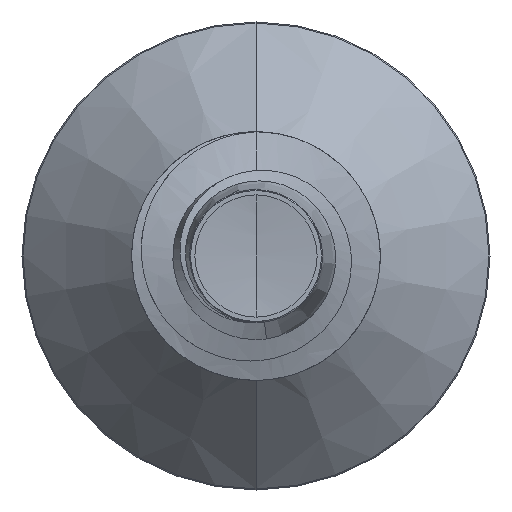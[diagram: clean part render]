
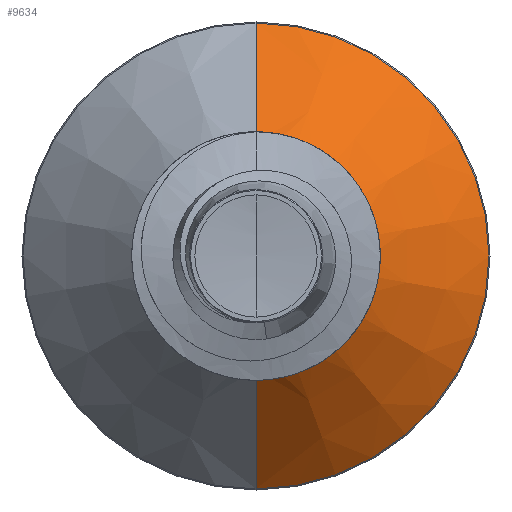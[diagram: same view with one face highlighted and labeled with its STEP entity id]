
A CAD part, front view. The second image highlights one B-rep face of the part: STEP entity #9634.
In plain terms, the highlighted conical face has half-angle 45 degrees and reference radius 2.744 mm.
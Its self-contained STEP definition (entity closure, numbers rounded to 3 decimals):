
#361 = EDGE_CURVE ( 'NONE', #2557, #13163, #9101, .T. ) ;
#375 = ORIENTED_EDGE ( 'NONE', *, *, #361, .F. ) ;
#529 = ORIENTED_EDGE ( 'NONE', *, *, #557, .T. ) ;
#557 = EDGE_CURVE ( 'NONE', #2557, #12504, #10859, .T. ) ;
#647 = ORIENTED_EDGE ( 'NONE', *, *, #4499, .T. ) ;
#785 = EDGE_CURVE ( 'NONE', #13163, #8516, #4276, .T. ) ;
#797 = ORIENTED_EDGE ( 'NONE', *, *, #785, .F. ) ;
#1195 = AXIS2_PLACEMENT_3D ( 'NONE', #7819, #1513, #7488 ) ;
#1513 = DIRECTION ( 'NONE',  ( 0., 1., 0. ) ) ;
#1755 = AXIS2_PLACEMENT_3D ( 'NONE', #14439, #14571, #4360 ) ;
#2557 = VERTEX_POINT ( 'NONE', #3744 ) ;
#3744 = CARTESIAN_POINT ( 'NONE',  ( 0., 11.245, 2.745 ) ) ;
#3997 = FACE_OUTER_BOUND ( 'NONE', #4400, .T. ) ;
#4276 = CIRCLE ( 'NONE', #1195, 5.624 ) ;
#4360 = DIRECTION ( 'NONE',  ( 0., 0., 1. ) ) ;
#4400 = EDGE_LOOP ( 'NONE', ( #529, #647, #797, #375 ) ) ;
#4499 = EDGE_CURVE ( 'NONE', #12504, #8516, #8748, .T. ) ;
#5101 = CARTESIAN_POINT ( 'NONE',  ( 0., 14.124, -5.624 ) ) ;
#6878 = CARTESIAN_POINT ( 'NONE',  ( 0., 11.245, -2.745 ) ) ;
#7488 = DIRECTION ( 'NONE',  ( 0., 0., 1. ) ) ;
#7819 = CARTESIAN_POINT ( 'NONE',  ( 0., 14.124, 0. ) ) ;
#8009 = CARTESIAN_POINT ( 'NONE',  ( 0., 14.124, 5.624 ) ) ;
#8516 = VERTEX_POINT ( 'NONE', #5101 ) ;
#8748 = LINE ( 'NONE', #6878, #13279 ) ;
#8759 = VECTOR ( 'NONE', #13479, 1000. ) ;
#8924 = CARTESIAN_POINT ( 'NONE',  ( 0., 11.245, 2.745 ) ) ;
#9101 = LINE ( 'NONE', #8924, #8759 ) ;
#9634 = ADVANCED_FACE ( 'NONE', ( #3997 ), #9647, .T. ) ;
#9647 = CONICAL_SURFACE ( 'NONE', #13093, 2.745, 0.785 ) ;
#10859 = CIRCLE ( 'NONE', #1755, 2.745 ) ;
#11224 = CARTESIAN_POINT ( 'NONE',  ( 0., 11.245, -2.745 ) ) ;
#12504 = VERTEX_POINT ( 'NONE', #11224 ) ;
#13093 = AXIS2_PLACEMENT_3D ( 'NONE', #13499, #13436, #14649 ) ;
#13163 = VERTEX_POINT ( 'NONE', #8009 ) ;
#13279 = VECTOR ( 'NONE', #13541, 1000. ) ;
#13436 = DIRECTION ( 'NONE',  ( 0., 1., 0. ) ) ;
#13479 = DIRECTION ( 'NONE',  ( 0., 0.707, 0.707 ) ) ;
#13499 = CARTESIAN_POINT ( 'NONE',  ( 0., 11.245, 0. ) ) ;
#13541 = DIRECTION ( 'NONE',  ( 0., 0.707, -0.707 ) ) ;
#14439 = CARTESIAN_POINT ( 'NONE',  ( 0., 11.245, 0. ) ) ;
#14571 = DIRECTION ( 'NONE',  ( 0., 1., 0. ) ) ;
#14649 = DIRECTION ( 'NONE',  ( 0., 0., 1. ) ) ;
